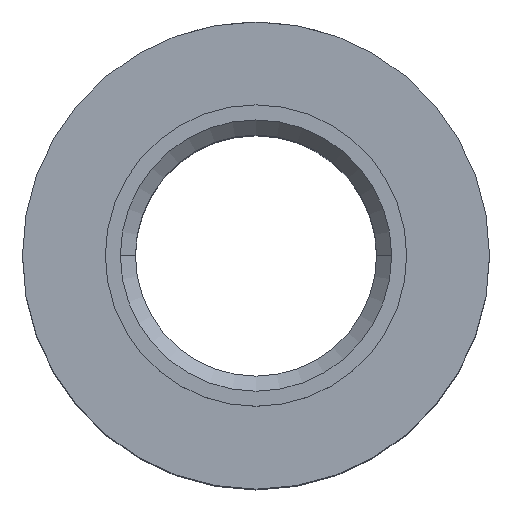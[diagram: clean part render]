
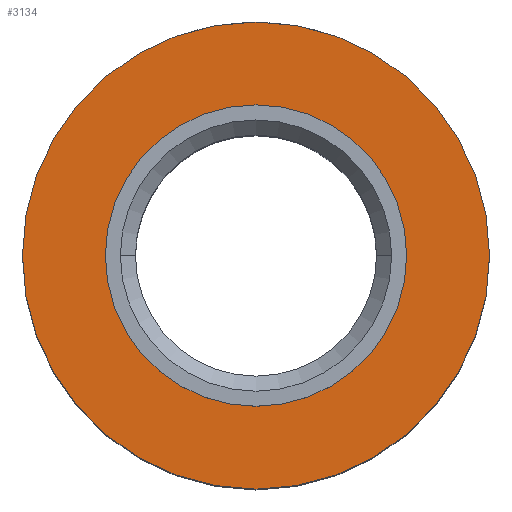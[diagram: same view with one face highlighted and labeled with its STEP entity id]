
A CAD part, top view. The second image highlights one B-rep face of the part: STEP entity #3134.
In plain terms, the highlighted planar face has unit normal (0, 0, 1).
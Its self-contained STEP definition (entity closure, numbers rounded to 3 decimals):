
#120 = EDGE_CURVE ( 'NONE', #305, #5329, #2936, .T. ) ;
#126 = CARTESIAN_POINT ( 'NONE',  ( 0., 0., 15.9 ) ) ;
#226 = VERTEX_POINT ( 'NONE', #4968 ) ;
#305 = VERTEX_POINT ( 'NONE', #2652 ) ;
#565 = DIRECTION ( 'NONE',  ( 1., 0., 0. ) ) ;
#815 = EDGE_CURVE ( 'NONE', #226, #1738, #4106, .T. ) ;
#945 = FACE_OUTER_BOUND ( 'NONE', #2779, .T. ) ;
#1102 = FACE_BOUND ( 'NONE', #1188, .T. ) ;
#1188 = EDGE_LOOP ( 'NONE', ( #3779, #4350 ) ) ;
#1209 = CARTESIAN_POINT ( 'NONE',  ( 0., 0., 15.9 ) ) ;
#1464 = EDGE_CURVE ( 'NONE', #1738, #226, #4624, .T. ) ;
#1655 = DIRECTION ( 'NONE',  ( 1., 0., 0. ) ) ;
#1738 = VERTEX_POINT ( 'NONE', #5267 ) ;
#1867 = AXIS2_PLACEMENT_3D ( 'NONE', #4631, #1982, #5082 ) ;
#1982 = DIRECTION ( 'NONE',  ( 0., 0., 1. ) ) ;
#2050 = CARTESIAN_POINT ( 'NONE',  ( 0., 0., 15.9 ) ) ;
#2476 = AXIS2_PLACEMENT_3D ( 'NONE', #1209, #4284, #1655 ) ;
#2502 = DIRECTION ( 'NONE',  ( 1., 0., 0. ) ) ;
#2507 = CARTESIAN_POINT ( 'NONE',  ( 0., 0., 15.9 ) ) ;
#2596 = CIRCLE ( 'NONE', #1867, 5. ) ;
#2652 = CARTESIAN_POINT ( 'NONE',  ( -5., 0., 15.9 ) ) ;
#2779 = EDGE_LOOP ( 'NONE', ( #3807, #5721 ) ) ;
#2936 = CIRCLE ( 'NONE', #4565, 5. ) ;
#2947 = DIRECTION ( 'NONE',  ( 1., 0., 0. ) ) ;
#3134 = ADVANCED_FACE ( 'NONE', ( #945, #1102 ), #5424, .T. ) ;
#3227 = DIRECTION ( 'NONE',  ( 0., 0., 1. ) ) ;
#3500 = AXIS2_PLACEMENT_3D ( 'NONE', #126, #3227, #565 ) ;
#3779 = ORIENTED_EDGE ( 'NONE', *, *, #120, .F. ) ;
#3807 = ORIENTED_EDGE ( 'NONE', *, *, #815, .T. ) ;
#4106 = CIRCLE ( 'NONE', #4760, 7.75 ) ;
#4284 = DIRECTION ( 'NONE',  ( 0., 0., 1. ) ) ;
#4350 = ORIENTED_EDGE ( 'NONE', *, *, #5126, .F. ) ;
#4565 = AXIS2_PLACEMENT_3D ( 'NONE', #2507, #5586, #2947 ) ;
#4624 = CIRCLE ( 'NONE', #2476, 7.75 ) ;
#4631 = CARTESIAN_POINT ( 'NONE',  ( 0., 0., 15.9 ) ) ;
#4704 = CARTESIAN_POINT ( 'NONE',  ( 5., 0., 15.9 ) ) ;
#4760 = AXIS2_PLACEMENT_3D ( 'NONE', #2050, #5145, #2502 ) ;
#4968 = CARTESIAN_POINT ( 'NONE',  ( -7.75, 0., 15.9 ) ) ;
#5082 = DIRECTION ( 'NONE',  ( 1., 0., 0. ) ) ;
#5126 = EDGE_CURVE ( 'NONE', #5329, #305, #2596, .T. ) ;
#5145 = DIRECTION ( 'NONE',  ( 0., 0., 1. ) ) ;
#5267 = CARTESIAN_POINT ( 'NONE',  ( 7.75, 0., 15.9 ) ) ;
#5329 = VERTEX_POINT ( 'NONE', #4704 ) ;
#5424 = PLANE ( 'NONE',  #3500 ) ;
#5586 = DIRECTION ( 'NONE',  ( 0., 0., 1. ) ) ;
#5721 = ORIENTED_EDGE ( 'NONE', *, *, #1464, .T. ) ;
